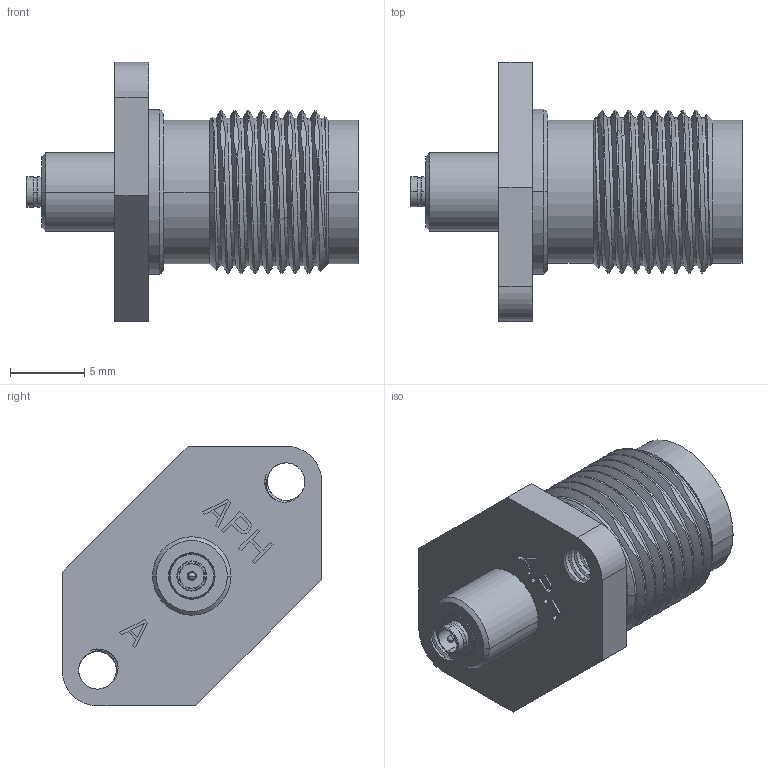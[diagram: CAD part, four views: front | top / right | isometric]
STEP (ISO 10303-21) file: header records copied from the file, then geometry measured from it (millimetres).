
FILE_DESCRIPTION((''),'2;1');
FILE_NAME('31-6101_SW0001','2019-05-07T',('ehill'),(''),'CREO PARAMETRIC BY PTC INC, 2018360','CREO PARAMETRIC BY PTC INC, 2018360','');
FILE_SCHEMA(('CONFIG_CONTROL_DESIGN'));
Length unit declared in the file: millimetre
Products named in the file (1): 31-6101_SW0001
Bounding box: 22.35 x 17.45 x 17.45 mm (x, y, z)
Volume: 1411.4 mm3; surface area: 1874.6 mm2
Topology: 1 solids, 1 shells, 786 faces, 2252 edges, 1489 vertices
Faces by surface type: plane 505, cylinder 150, cone 106, bspline 21, torus 2, sphere 2
Entity records: 35691 total; most frequent: CARTESIAN_POINT 15907, ORIENTED_EDGE 4500, DIRECTION 3664, EDGE_CURVE 2250, VERTEX_POINT 1489, AXIS2_PLACEMENT_3D 1277, VECTOR 1110, LINE 1110
